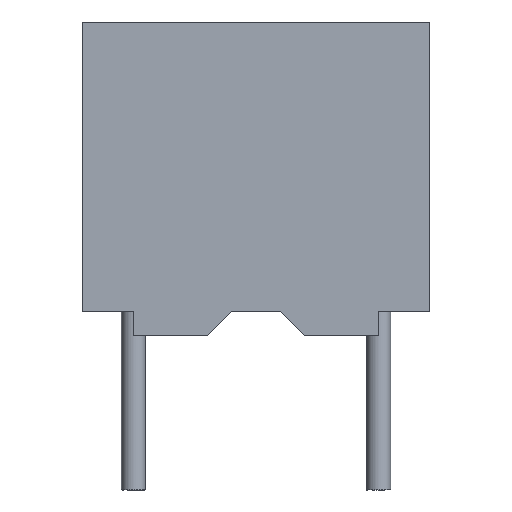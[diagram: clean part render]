
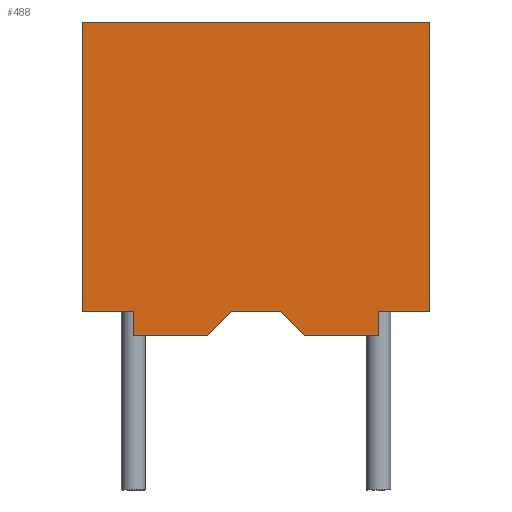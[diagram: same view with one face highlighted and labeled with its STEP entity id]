
A CAD part, front view. The second image highlights one B-rep face of the part: STEP entity #488.
In plain terms, the highlighted planar face has unit normal (0, -1, 0).
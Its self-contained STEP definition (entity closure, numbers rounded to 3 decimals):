
#133=B_SPLINE_CURVE_WITH_KNOTS('',1,(#1542,#1543),.UNSPECIFIED.,.F.,.F.,
(2,2),(0.,6.),.UNSPECIFIED.);
#134=B_SPLINE_CURVE_WITH_KNOTS('',1,(#1544,#1545),.UNSPECIFIED.,.F.,.F.,
(2,2),(6.,8.715),.UNSPECIFIED.);
#135=B_SPLINE_CURVE_WITH_KNOTS('',1,(#1546,#1547),.UNSPECIFIED.,.F.,.F.,
(2,2),(8.715,9.215),.UNSPECIFIED.);
#136=B_SPLINE_CURVE_WITH_KNOTS('',1,(#1548,#1549),.UNSPECIFIED.,.F.,.F.,
(2,2),(9.215,10.755),.UNSPECIFIED.);
#137=B_SPLINE_CURVE_WITH_KNOTS('',1,(#1550,#1551),.UNSPECIFIED.,.F.,.F.,
(2,2),(10.755,11.505),.UNSPECIFIED.);
#138=B_SPLINE_CURVE_WITH_KNOTS('',1,(#1552,#1553),.UNSPECIFIED.,.F.,.F.,
(2,2),(11.505,13.968),.UNSPECIFIED.);
#139=B_SPLINE_CURVE_WITH_KNOTS('',1,(#1554,#1555),.UNSPECIFIED.,.F.,.F.,
(2,2),(13.968,14.675),.UNSPECIFIED.);
#140=B_SPLINE_CURVE_WITH_KNOTS('',1,(#1556,#1557),.UNSPECIFIED.,.F.,.F.,
(2,2),(14.675,17.611),.UNSPECIFIED.);
#141=B_SPLINE_CURVE_WITH_KNOTS('',1,(#1558,#1559),.UNSPECIFIED.,.F.,.F.,
(2,2),(17.611,18.111),.UNSPECIFIED.);
#142=B_SPLINE_CURVE_WITH_KNOTS('',1,(#1560,#1561),.UNSPECIFIED.,.F.,.F.,
(2,2),(18.111,20.826),.UNSPECIFIED.);
#143=B_SPLINE_CURVE_WITH_KNOTS('',1,(#1562,#1563),.UNSPECIFIED.,.F.,.F.,
(2,2),(20.826,26.826),.UNSPECIFIED.);
#144=B_SPLINE_CURVE_WITH_KNOTS('',1,(#1564,#1565),.UNSPECIFIED.,.F.,.F.,
(2,2),(26.826,34.026),.UNSPECIFIED.);
#488=ADVANCED_FACE('',(#522),#1074,.T.);
#522=FACE_OUTER_BOUND('',#556,.T.);
#556=EDGE_LOOP('',(#661,#662,#663,#664,#665,#666,#667,#668,#669,#670,#671,
#672));
#661=ORIENTED_EDGE('',*,*,#817,.T.);
#662=ORIENTED_EDGE('',*,*,#818,.T.);
#663=ORIENTED_EDGE('',*,*,#819,.T.);
#664=ORIENTED_EDGE('',*,*,#820,.T.);
#665=ORIENTED_EDGE('',*,*,#821,.T.);
#666=ORIENTED_EDGE('',*,*,#822,.T.);
#667=ORIENTED_EDGE('',*,*,#823,.T.);
#668=ORIENTED_EDGE('',*,*,#824,.T.);
#669=ORIENTED_EDGE('',*,*,#825,.T.);
#670=ORIENTED_EDGE('',*,*,#826,.T.);
#671=ORIENTED_EDGE('',*,*,#827,.T.);
#672=ORIENTED_EDGE('',*,*,#828,.T.);
#817=EDGE_CURVE('',#982,#981,#133,.T.);
#818=EDGE_CURVE('',#981,#983,#134,.T.);
#819=EDGE_CURVE('',#983,#984,#135,.T.);
#820=EDGE_CURVE('',#984,#985,#136,.T.);
#821=EDGE_CURVE('',#985,#986,#137,.T.);
#822=EDGE_CURVE('',#986,#987,#138,.T.);
#823=EDGE_CURVE('',#987,#988,#139,.T.);
#824=EDGE_CURVE('',#988,#989,#140,.T.);
#825=EDGE_CURVE('',#989,#990,#141,.T.);
#826=EDGE_CURVE('',#990,#991,#142,.T.);
#827=EDGE_CURVE('',#991,#992,#143,.T.);
#828=EDGE_CURVE('',#992,#982,#144,.T.);
#981=VERTEX_POINT('',#1530);
#982=VERTEX_POINT('',#1531);
#983=VERTEX_POINT('',#1532);
#984=VERTEX_POINT('',#1533);
#985=VERTEX_POINT('',#1534);
#986=VERTEX_POINT('',#1535);
#987=VERTEX_POINT('',#1536);
#988=VERTEX_POINT('',#1537);
#989=VERTEX_POINT('',#1538);
#990=VERTEX_POINT('',#1539);
#991=VERTEX_POINT('',#1540);
#992=VERTEX_POINT('',#1541);
#1074=PLANE('',#1128);
#1128=AXIS2_PLACEMENT_3D('',#1529,#1162,$);
#1162=DIRECTION('',(0.,-1.,0.));
#1529=CARTESIAN_POINT('',(-4.5,-1.25,-0.783));
#1530=CARTESIAN_POINT('',(-3.6,-1.25,0.53));
#1531=CARTESIAN_POINT('',(-3.6,-1.25,6.53));
#1532=CARTESIAN_POINT('',(-2.54,-1.25,0.53));
#1533=CARTESIAN_POINT('',(-2.54,-1.25,0.03));
#1534=CARTESIAN_POINT('',(-1.,-1.25,0.03));
#1535=CARTESIAN_POINT('',(-0.5,-1.25,0.53));
#1536=CARTESIAN_POINT('',(0.5,-1.25,0.53));
#1537=CARTESIAN_POINT('',(1.,-1.25,0.03));
#1538=CARTESIAN_POINT('',(2.54,-1.25,0.03));
#1539=CARTESIAN_POINT('',(2.54,-1.25,0.53));
#1540=CARTESIAN_POINT('',(3.6,-1.25,0.53));
#1541=CARTESIAN_POINT('',(3.6,-1.25,6.53));
#1542=CARTESIAN_POINT('',(-3.6,-1.25,6.53));
#1543=CARTESIAN_POINT('',(-3.6,-1.25,0.53));
#1544=CARTESIAN_POINT('',(-3.6,-1.25,0.53));
#1545=CARTESIAN_POINT('',(-2.54,-1.25,0.53));
#1546=CARTESIAN_POINT('',(-2.54,-1.25,0.53));
#1547=CARTESIAN_POINT('',(-2.54,-1.25,0.03));
#1548=CARTESIAN_POINT('',(-2.54,-1.25,0.03));
#1549=CARTESIAN_POINT('',(-1.,-1.25,0.03));
#1550=CARTESIAN_POINT('',(-1.,-1.25,0.03));
#1551=CARTESIAN_POINT('',(-0.5,-1.25,0.53));
#1552=CARTESIAN_POINT('',(-0.5,-1.25,0.53));
#1553=CARTESIAN_POINT('',(0.5,-1.25,0.53));
#1554=CARTESIAN_POINT('',(0.5,-1.25,0.53));
#1555=CARTESIAN_POINT('',(1.,-1.25,0.03));
#1556=CARTESIAN_POINT('',(1.,-1.25,0.03));
#1557=CARTESIAN_POINT('',(2.54,-1.25,0.03));
#1558=CARTESIAN_POINT('',(2.54,-1.25,0.03));
#1559=CARTESIAN_POINT('',(2.54,-1.25,0.53));
#1560=CARTESIAN_POINT('',(2.54,-1.25,0.53));
#1561=CARTESIAN_POINT('',(3.6,-1.25,0.53));
#1562=CARTESIAN_POINT('',(3.6,-1.25,0.53));
#1563=CARTESIAN_POINT('',(3.6,-1.25,6.53));
#1564=CARTESIAN_POINT('',(3.6,-1.25,6.53));
#1565=CARTESIAN_POINT('',(-3.6,-1.25,6.53));
